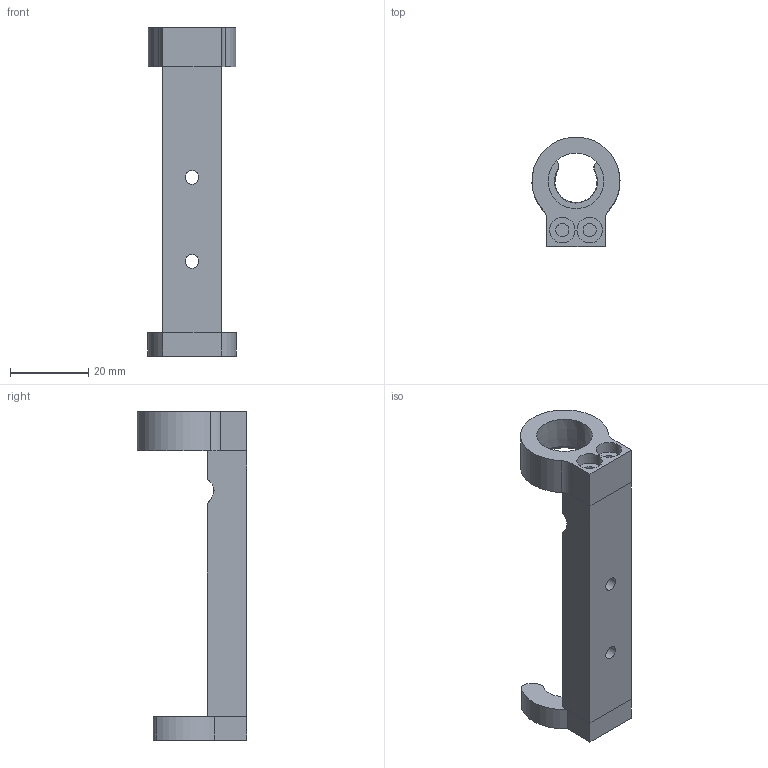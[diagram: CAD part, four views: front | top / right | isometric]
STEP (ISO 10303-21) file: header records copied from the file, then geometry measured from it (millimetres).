
FILE_DESCRIPTION(/* description */ (''),/* implementation_level */ '2;1');
FILE_NAME(/* name */ 'VLMP Weller Mount.step',/* time_stamp */ '2023-10-10T15:13:00-04:00',/* author */ (''),/* organization */ (''),/* preprocessor_version */ 'ST-DEVELOPER v20',/* originating_system */ 'Autodesk Translation Framework v12.14.0.127',/* authorisation */ '');
FILE_SCHEMA (('AUTOMOTIVE_DESIGN { 1 0 10303 214 3 1 1 }'));
Length unit declared in the file: millimetre
Products named in the file (1): Mount
Bounding box: 22.55 x 27.92 x 84 mm (x, y, z)
Volume: 12921.2 mm3; surface area: 7791.1 mm2
Topology: 3 solids, 3 shells, 66 faces, 147 edges, 97 vertices
Faces by surface type: plane 31, cylinder 23, cone 8, bspline 3, torus 1
Full cylindrical faces by diameter (mm): 3.4 x4, 3.5 x2, 4.25 x4, 6 x2, 6.5 x4
Entity records: 2445 total; most frequent: CARTESIAN_POINT 909, DIRECTION 307, ORIENTED_EDGE 294, EDGE_CURVE 147, AXIS2_PLACEMENT_3D 120, VERTEX_POINT 97, EDGE_LOOP 90, LINE 67
